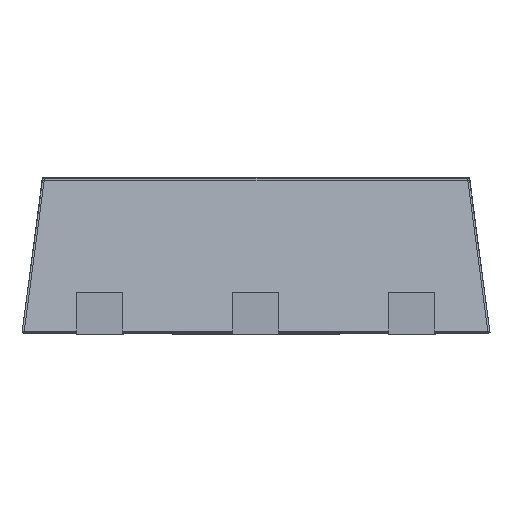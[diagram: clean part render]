
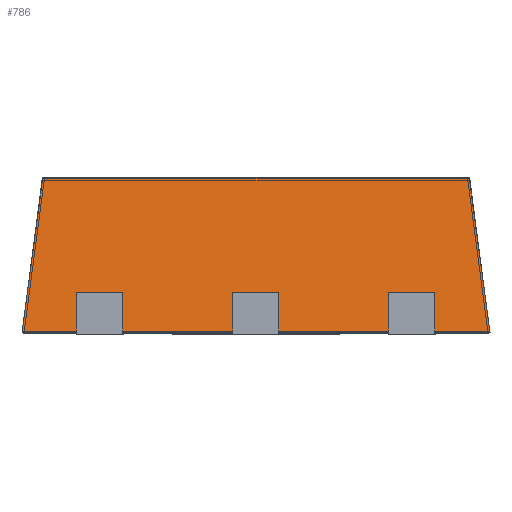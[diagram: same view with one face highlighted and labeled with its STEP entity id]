
A CAD part, front view. The second image highlights one B-rep face of the part: STEP entity #786.
In plain terms, the highlighted face is planar.
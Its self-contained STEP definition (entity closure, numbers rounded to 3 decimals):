
#768 = EDGE_LOOP ( 'NONE', ( #787, #779, #782, #776 ) ) ;
#774 = EDGE_CURVE ( 'NONE', #775, #778, #2988, .T. ) ;
#775 = VERTEX_POINT ( 'NONE', #2984 ) ;
#776 = ORIENTED_EDGE ( 'NONE', *, *, #853, .F. ) ;
#778 = VERTEX_POINT ( 'NONE', #2983 ) ;
#779 = ORIENTED_EDGE ( 'NONE', *, *, #781, .T. ) ;
#780 = VERTEX_POINT ( 'NONE', #2982 ) ;
#781 = EDGE_CURVE ( 'NONE', #791, #778, #2981, .T. ) ;
#782 = ORIENTED_EDGE ( 'NONE', *, *, #774, .F. ) ;
#786 = ADVANCED_FACE ( 'NONE', ( #3902 ), #3910, .T. ) ;
#787 = ORIENTED_EDGE ( 'NONE', *, *, #789, .F. ) ;
#789 = EDGE_CURVE ( 'NONE', #791, #780, #3905, .T. ) ;
#791 = VERTEX_POINT ( 'NONE', #3903 ) ;
#853 = EDGE_CURVE ( 'NONE', #780, #775, #3493, .T. ) ;
#2978 = DIRECTION ( 'NONE',  ( -0.132, -0.991, 0. ) ) ;
#2979 = VECTOR ( 'NONE', #2978, 1000. ) ;
#2980 = CARTESIAN_POINT ( 'NONE',  ( -2.05, 0.75, 0.02 ) ) ;
#2981 = LINE ( 'NONE', #2980, #2979 ) ;
#2982 = CARTESIAN_POINT ( 'NONE',  ( 2.05, 0.75, 0.02 ) ) ;
#2983 = CARTESIAN_POINT ( 'NONE',  ( -2.25, -0.75, 0.02 ) ) ;
#2984 = CARTESIAN_POINT ( 'NONE',  ( 2.25, -0.75, 0.02 ) ) ;
#2985 = DIRECTION ( 'NONE',  ( -1., 0., 0. ) ) ;
#2986 = VECTOR ( 'NONE', #2985, 1000. ) ;
#2987 = CARTESIAN_POINT ( 'NONE',  ( 2.25, -0.75, 0.02 ) ) ;
#2988 = LINE ( 'NONE', #2987, #2986 ) ;
#3489 = DIRECTION ( 'NONE',  ( 0.132, -0.991, 0. ) ) ;
#3491 = VECTOR ( 'NONE', #3489, 1000. ) ;
#3492 = CARTESIAN_POINT ( 'NONE',  ( 2.05, 0.75, 0.02 ) ) ;
#3493 = LINE ( 'NONE', #3492, #3491 ) ;
#3902 = FACE_OUTER_BOUND ( 'NONE', #768, .T. ) ;
#3903 = CARTESIAN_POINT ( 'NONE',  ( -2.05, 0.75, 0.02 ) ) ;
#3904 = CARTESIAN_POINT ( 'NONE',  ( -2.05, 0.75, 0.02 ) ) ;
#3905 = LINE ( 'NONE', #3904, #3913 ) ;
#3906 = AXIS2_PLACEMENT_3D ( 'NONE', #3909, #3908, #3907 ) ;
#3907 = DIRECTION ( 'NONE',  ( 1., 0., 0. ) ) ;
#3908 = DIRECTION ( 'NONE',  ( 0., 0., 1. ) ) ;
#3909 = CARTESIAN_POINT ( 'NONE',  ( -2.25, -0.75, 0.02 ) ) ;
#3910 = PLANE ( 'NONE',  #3906 ) ;
#3912 = DIRECTION ( 'NONE',  ( 1., 0., 0. ) ) ;
#3913 = VECTOR ( 'NONE', #3912, 1000. ) ;
